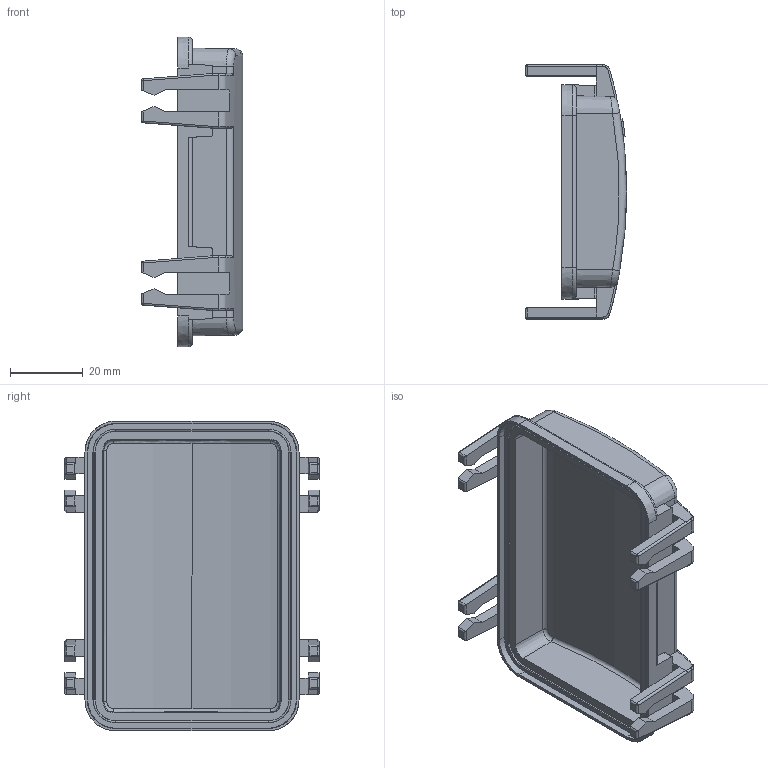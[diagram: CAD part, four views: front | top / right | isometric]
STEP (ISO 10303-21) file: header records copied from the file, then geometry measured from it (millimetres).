
FILE_DESCRIPTION(/* description */ (''),/* implementation_level */ '2;1');
FILE_NAME(/* name */ '3D_1100320908009_H32A-CV-4C_V1.1.stp',/* time_stamp */ '2023-12-01T10:23:53+08:00',/* author */ (''),/* organization */ (''),/* preprocessor_version */ 'ST-DEVELOPER v18.1',/* originating_system */ 'SIEMENS PLM Software NX 1980',/* authorisation */ '');
FILE_SCHEMA (('AUTOMOTIVE_DESIGN { 1 0 10303 214 3 1 1 1 }'));
Length unit declared in the file: millimetre
Products named in the file (1): 3D_1100320908009_H32A-CV-4C_V1_step
Bounding box: 27.94 x 70.05 x 85.42 mm (x, y, z)
Volume: 21213.7 mm3; surface area: 20530.2 mm2
Topology: 1 solids, 1 shells, 364 faces, 948 edges, 592 vertices
Faces by surface type: plane 171, cylinder 112, torus 44, cone 23, sphere 11, bspline 3
Entity records: 12591 total; most frequent: CARTESIAN_POINT 4277, ORIENTED_EDGE 1888, DIRECTION 1467, EDGE_CURVE 944, VERTEX_POINT 592, AXIS2_PLACEMENT_3D 492, LINE 483, VECTOR 483
